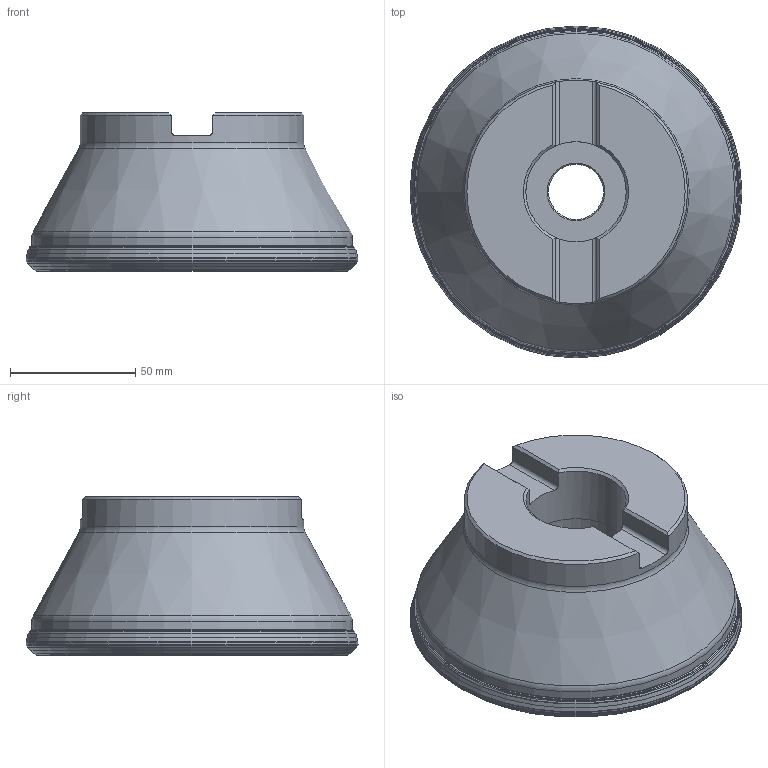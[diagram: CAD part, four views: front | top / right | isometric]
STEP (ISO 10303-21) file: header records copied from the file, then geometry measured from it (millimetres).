
FILE_DESCRIPTION(/* description */ (''),/* implementation_level */ '2;1');
FILE_NAME(/* name */ '125A10R_S45HN06C_C_115008986ndi000_00_SIM.stp',/* time_stamp */ '2020-01-06T14:47:04+01:00',/* author */ (''),/* organization */ (''),/* preprocessor_version */ 'ST-DEVELOPER v16.7',/* originating_system */ 'SIEMENS PLM Software NX 12.0',/* authorisation */ '');
FILE_SCHEMA (('AUTOMOTIVE_DESIGN { 1 0 10303 214 3 1 1 1 }'));
Length unit declared in the file: millimetre
Products named in the file (1): hc722F8C9CE1ojes
Bounding box: 132.32 x 132.32 x 63 mm (x, y, z)
Volume: 496852.7 mm3; surface area: 61793.6 mm2
Topology: 2 solids, 2 shells, 100 faces, 211 edges, 115 vertices
Faces by surface type: revolution 50, plane 16, cone 15, cylinder 10, torus 9
Full cylindrical faces by diameter (mm): 22 x1, 40 x1, 42 x1, 56 x1, 89 x1, 127.85 x1
Entity records: 2653 total; most frequent: CARTESIAN_POINT 787, DIRECTION 358, ORIENTED_EDGE 262, EDGE_LOOP 180, FACE_BOUND 160, AXIS2_PLACEMENT_3D 142, EDGE_CURVE 131, VERTEX_POINT 111
